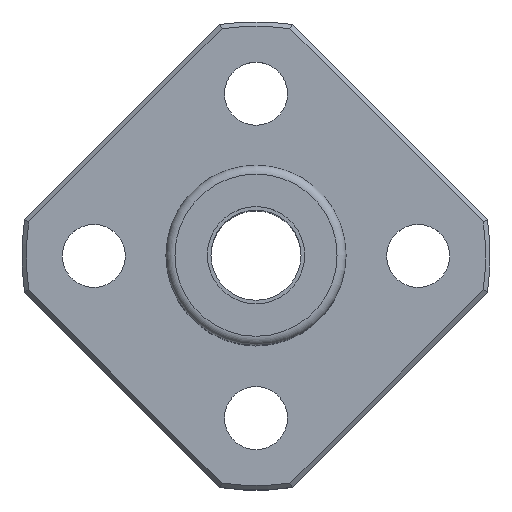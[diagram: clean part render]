
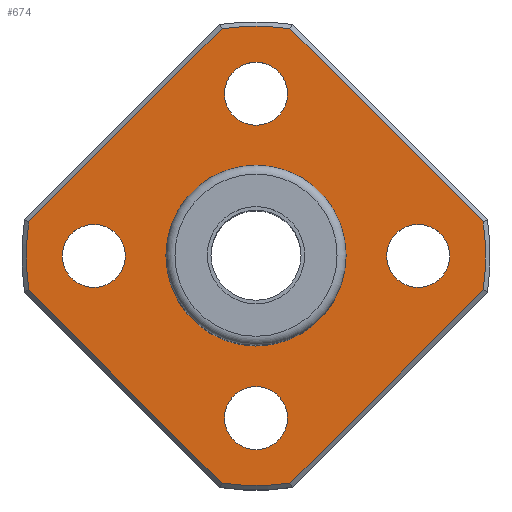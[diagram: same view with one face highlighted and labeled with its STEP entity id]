
A CAD part, top view. The second image highlights one B-rep face of the part: STEP entity #674.
In plain terms, the highlighted planar face has unit normal (0, 0, 1).
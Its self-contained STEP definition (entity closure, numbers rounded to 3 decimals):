
#60=LINE('',#1098,#84);
#61=LINE('',#1103,#85);
#62=LINE('',#1107,#86);
#63=LINE('',#1111,#87);
#84=VECTOR('',#887,1000.);
#85=VECTOR('',#890,1000.);
#86=VECTOR('',#893,1000.);
#87=VECTOR('',#896,1000.);
#149=ORIENTED_EDGE('',*,*,#309,.T.);
#150=ORIENTED_EDGE('',*,*,#310,.T.);
#151=ORIENTED_EDGE('',*,*,#311,.T.);
#152=ORIENTED_EDGE('',*,*,#312,.T.);
#153=ORIENTED_EDGE('',*,*,#313,.T.);
#154=ORIENTED_EDGE('',*,*,#314,.T.);
#155=ORIENTED_EDGE('',*,*,#315,.T.);
#156=ORIENTED_EDGE('',*,*,#316,.T.);
#157=ORIENTED_EDGE('',*,*,#317,.T.);
#158=ORIENTED_EDGE('',*,*,#318,.T.);
#159=ORIENTED_EDGE('',*,*,#319,.T.);
#160=ORIENTED_EDGE('',*,*,#320,.T.);
#161=ORIENTED_EDGE('',*,*,#284,.F.);
#284=EDGE_CURVE('',#369,#369,#430,.T.);
#309=EDGE_CURVE('',#386,#387,#60,.T.);
#310=EDGE_CURVE('',#387,#388,#439,.T.);
#311=EDGE_CURVE('',#388,#389,#61,.T.);
#312=EDGE_CURVE('',#389,#390,#440,.T.);
#313=EDGE_CURVE('',#390,#391,#62,.T.);
#314=EDGE_CURVE('',#391,#392,#441,.T.);
#315=EDGE_CURVE('',#392,#393,#63,.T.);
#316=EDGE_CURVE('',#393,#386,#442,.T.);
#317=EDGE_CURVE('',#394,#394,#443,.T.);
#318=EDGE_CURVE('',#395,#395,#444,.T.);
#319=EDGE_CURVE('',#396,#396,#445,.T.);
#320=EDGE_CURVE('',#397,#397,#446,.T.);
#369=VERTEX_POINT('',#1048);
#386=VERTEX_POINT('',#1099);
#387=VERTEX_POINT('',#1100);
#388=VERTEX_POINT('',#1102);
#389=VERTEX_POINT('',#1104);
#390=VERTEX_POINT('',#1106);
#391=VERTEX_POINT('',#1108);
#392=VERTEX_POINT('',#1110);
#393=VERTEX_POINT('',#1112);
#394=VERTEX_POINT('',#1115);
#395=VERTEX_POINT('',#1117);
#396=VERTEX_POINT('',#1119);
#397=VERTEX_POINT('',#1121);
#430=CIRCLE('',#732,5.);
#439=CIRCLE('',#750,12.75);
#440=CIRCLE('',#751,12.75);
#441=CIRCLE('',#752,12.75);
#442=CIRCLE('',#753,12.75);
#443=CIRCLE('',#754,1.75);
#444=CIRCLE('',#755,1.75);
#445=CIRCLE('',#756,1.75);
#446=CIRCLE('',#757,1.75);
#486=EDGE_LOOP('',(#149,#150,#151,#152,#153,#154,#155,#156));
#487=EDGE_LOOP('',(#157));
#488=EDGE_LOOP('',(#158));
#489=EDGE_LOOP('',(#159));
#490=EDGE_LOOP('',(#160));
#491=EDGE_LOOP('',(#161));
#570=FACE_BOUND('',#486,.T.);
#571=FACE_BOUND('',#487,.T.);
#572=FACE_BOUND('',#488,.T.);
#573=FACE_BOUND('',#489,.T.);
#574=FACE_BOUND('',#490,.T.);
#575=FACE_BOUND('',#491,.T.);
#645=PLANE('',#749);
#674=ADVANCED_FACE('',(#570,#571,#572,#573,#574,#575),#645,.T.);
#732=AXIS2_PLACEMENT_3D('',#1047,#835,#836);
#749=AXIS2_PLACEMENT_3D('',#1097,#885,#886);
#750=AXIS2_PLACEMENT_3D('',#1101,#888,#889);
#751=AXIS2_PLACEMENT_3D('',#1105,#891,#892);
#752=AXIS2_PLACEMENT_3D('',#1109,#894,#895);
#753=AXIS2_PLACEMENT_3D('',#1113,#897,#898);
#754=AXIS2_PLACEMENT_3D('',#1114,#899,#900);
#755=AXIS2_PLACEMENT_3D('',#1116,#901,#902);
#756=AXIS2_PLACEMENT_3D('',#1118,#903,#904);
#757=AXIS2_PLACEMENT_3D('',#1120,#905,#906);
#835=DIRECTION('',(0.,0.,1.));
#836=DIRECTION('',(1.,0.,0.));
#885=DIRECTION('',(0.,0.,1.));
#886=DIRECTION('',(1.,0.,0.));
#887=DIRECTION('',(-0.707,-0.707,0.));
#888=DIRECTION('',(0.,0.,1.));
#889=DIRECTION('',(1.,0.,0.));
#890=DIRECTION('',(0.707,-0.707,0.));
#891=DIRECTION('',(0.,0.,1.));
#892=DIRECTION('',(1.,0.,0.));
#893=DIRECTION('',(0.707,0.707,0.));
#894=DIRECTION('',(0.,0.,1.));
#895=DIRECTION('',(1.,0.,0.));
#896=DIRECTION('',(-0.707,0.707,0.));
#897=DIRECTION('',(0.,0.,1.));
#898=DIRECTION('',(1.,0.,0.));
#899=DIRECTION('',(0.,0.,-1.));
#900=DIRECTION('',(0.,1.,0.));
#901=DIRECTION('',(0.,0.,-1.));
#902=DIRECTION('',(0.,1.,0.));
#903=DIRECTION('',(0.,0.,-1.));
#904=DIRECTION('',(0.,1.,0.));
#905=DIRECTION('',(0.,0.,-1.));
#906=DIRECTION('',(0.,1.,0.));
#1047=CARTESIAN_POINT('',(0.,0.,5.));
#1048=CARTESIAN_POINT('',(5.,0.,5.));
#1097=CARTESIAN_POINT('',(0.,0.,5.));
#1098=CARTESIAN_POINT('',(-12.668,1.828,5.));
#1099=CARTESIAN_POINT('',(-1.886,12.61,5.));
#1100=CARTESIAN_POINT('',(-12.61,1.886,5.));
#1101=CARTESIAN_POINT('',(0.,0.,5.));
#1102=CARTESIAN_POINT('',(-12.61,-1.886,5.));
#1103=CARTESIAN_POINT('',(-1.828,-12.668,5.));
#1104=CARTESIAN_POINT('',(-1.886,-12.61,5.));
#1105=CARTESIAN_POINT('',(0.,0.,5.));
#1106=CARTESIAN_POINT('',(1.886,-12.61,5.));
#1107=CARTESIAN_POINT('',(12.668,-1.828,5.));
#1108=CARTESIAN_POINT('',(12.61,-1.886,5.));
#1109=CARTESIAN_POINT('',(0.,0.,5.));
#1110=CARTESIAN_POINT('',(12.61,1.886,5.));
#1111=CARTESIAN_POINT('',(1.828,12.668,5.));
#1112=CARTESIAN_POINT('',(1.886,12.61,5.));
#1113=CARTESIAN_POINT('',(0.,0.,5.));
#1114=CARTESIAN_POINT('',(-9.,0.,5.));
#1115=CARTESIAN_POINT('',(-9.,1.75,5.));
#1116=CARTESIAN_POINT('',(0.,-9.,5.));
#1117=CARTESIAN_POINT('',(0.,-7.25,5.));
#1118=CARTESIAN_POINT('',(9.,0.,5.));
#1119=CARTESIAN_POINT('',(9.,1.75,5.));
#1120=CARTESIAN_POINT('',(0.,9.,5.));
#1121=CARTESIAN_POINT('',(0.,10.75,5.));
